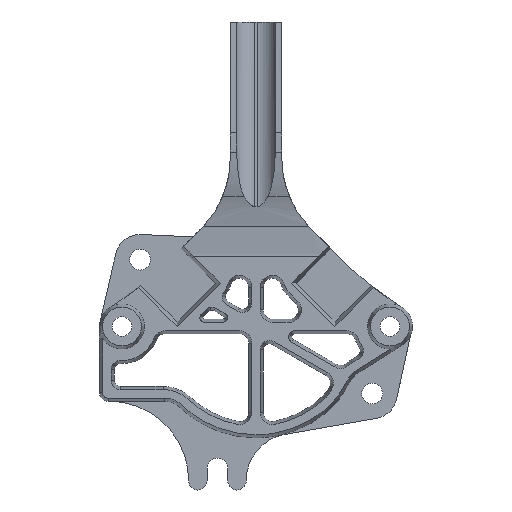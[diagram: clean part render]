
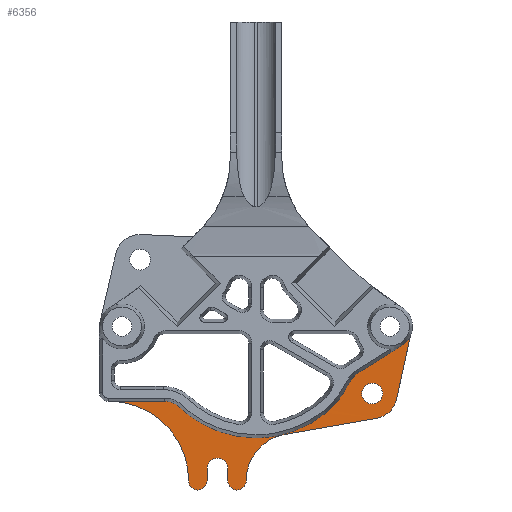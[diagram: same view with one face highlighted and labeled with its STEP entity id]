
A CAD part, front view. The second image highlights one B-rep face of the part: STEP entity #6356.
In plain terms, the highlighted planar face has unit normal (0, -1, 0).
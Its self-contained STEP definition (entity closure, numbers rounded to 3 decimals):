
#214=CARTESIAN_POINT('',(271.745,67.04,48.362));
#215=VERTEX_POINT('',#214);
#222=CARTESIAN_POINT('',(265.37,67.04,40.768));
#223=VERTEX_POINT('',#222);
#224=CARTESIAN_POINT('',(273.081,67.04,40.768));
#225=DIRECTION('',(0.,-1.,0.));
#226=DIRECTION('',(1.,0.,0.));
#227=AXIS2_PLACEMENT_3D('',#224,#225,#226);
#228=CIRCLE('',#227,7.711);
#229=EDGE_CURVE('',#215,#223,#228,.T.);
#245=CARTESIAN_POINT('',(263.87,67.04,39.268));
#246=VERTEX_POINT('',#245);
#263=CARTESIAN_POINT('',(263.87,67.04,40.768));
#264=DIRECTION('',(0.,-1.,0.));
#265=DIRECTION('',(1.,0.,0.));
#266=AXIS2_PLACEMENT_3D('',#263,#264,#265);
#267=CIRCLE('',#266,1.5);
#268=EDGE_CURVE('',#246,#223,#267,.T.);
#280=CARTESIAN_POINT('',(262.37,67.04,42.768));
#281=VERTEX_POINT('',#280);
#296=CARTESIAN_POINT('',(262.37,67.04,40.768));
#297=VERTEX_POINT('',#296);
#304=CARTESIAN_POINT('',(262.37,67.04,42.768));
#305=DIRECTION('',(-0.,-0.,-1.));
#306=VECTOR('',#305,2.);
#307=LINE('',#304,#306);
#308=EDGE_CURVE('',#281,#297,#307,.T.);
#328=CARTESIAN_POINT('',(258.97,67.04,42.768));
#329=VERTEX_POINT('',#328);
#330=CARTESIAN_POINT('',(260.67,67.04,42.768));
#331=DIRECTION('',(0.,-1.,0.));
#332=DIRECTION('',(1.,0.,0.));
#333=AXIS2_PLACEMENT_3D('',#330,#331,#332);
#334=CIRCLE('',#333,1.7);
#335=EDGE_CURVE('',#281,#329,#334,.T.);
#360=CARTESIAN_POINT('',(258.97,67.04,40.768));
#361=VERTEX_POINT('',#360);
#362=CARTESIAN_POINT('',(258.97,67.04,42.768));
#363=DIRECTION('',(0.,0.,-1.));
#364=VECTOR('',#363,2.);
#365=LINE('',#362,#364);
#366=EDGE_CURVE('',#329,#361,#365,.T.);
#382=CARTESIAN_POINT('',(257.47,67.04,39.268));
#383=VERTEX_POINT('',#382);
#400=CARTESIAN_POINT('',(257.47,67.04,40.768));
#401=DIRECTION('',(0.,-1.,0.));
#402=DIRECTION('',(1.,0.,0.));
#403=AXIS2_PLACEMENT_3D('',#400,#401,#402);
#404=CIRCLE('',#403,1.5);
#405=EDGE_CURVE('',#383,#361,#404,.T.);
#426=CARTESIAN_POINT('',(255.97,67.04,40.768));
#427=VERTEX_POINT('',#426);
#434=CARTESIAN_POINT('',(243.07,67.04,53.793));
#435=VERTEX_POINT('',#434);
#436=CARTESIAN_POINT('',(242.944,67.04,40.767));
#437=DIRECTION('',(0.,-1.,0.));
#438=DIRECTION('',(1.,0.,0.));
#439=AXIS2_PLACEMENT_3D('',#436,#437,#438);
#440=CIRCLE('',#439,13.026);
#441=EDGE_CURVE('',#427,#435,#440,.T.);
#2559=CARTESIAN_POINT('',(267.202,67.037,47.803));
#2560=VERTEX_POINT('',#2559);
#2567=CARTESIAN_POINT('',(266.758,67.037,47.803));
#2568=VERTEX_POINT('',#2567);
#2589=CARTESIAN_POINT('',(254.457,67.035,52.823));
#2590=VERTEX_POINT('',#2589);
#2598=CARTESIAN_POINT('',(266.758,67.04,47.803));
#2599=CARTESIAN_POINT('',(259.619,67.04,47.891));
#2600=CARTESIAN_POINT('',(254.457,67.04,52.823));
#2601=(BOUNDED_CURVE()
B_SPLINE_CURVE(2,(#2598,#2599,#2600),.UNSPECIFIED.,.F.,.F.)
B_SPLINE_CURVE_WITH_KNOTS((3,3),(270.703,313.694),.UNSPECIFIED.)
CURVE()
GEOMETRIC_REPRESENTATION_ITEM()
RATIONAL_B_SPLINE_CURVE((1.,0.93,1.))
REPRESENTATION_ITEM(''));
#2602=EDGE_CURVE('',#2568,#2590,#2601,.T.);
#2670=CARTESIAN_POINT('',(278.445,67.035,51.888));
#2671=VERTEX_POINT('',#2670);
#2672=CARTESIAN_POINT('',(278.445,67.04,51.887));
#2673=CARTESIAN_POINT('',(273.537,67.04,47.88));
#2674=CARTESIAN_POINT('',(267.202,67.04,47.804));
#2675=(BOUNDED_CURVE()
B_SPLINE_CURVE(2,(#2672,#2673,#2674),.UNSPECIFIED.,.F.,.F.)
B_SPLINE_CURVE_WITH_KNOTS((3,3),(230.775,269.3),.UNSPECIFIED.)
CURVE()
GEOMETRIC_REPRESENTATION_ITEM()
RATIONAL_B_SPLINE_CURVE((1.,0.944,1.))
REPRESENTATION_ITEM(''));
#2676=EDGE_CURVE('',#2671,#2560,#2675,.T.);
#2857=CARTESIAN_POINT('',(253.342,67.04,53.542));
#2858=VERTEX_POINT('',#2857);
#2866=CARTESIAN_POINT('',(252.039,67.04,53.793));
#2867=VERTEX_POINT('',#2866);
#2874=CARTESIAN_POINT('',(252.039,67.04,50.293));
#2875=DIRECTION('',(0.,-1.,-0.));
#2876=DIRECTION('',(1.,0.,0.));
#2877=AXIS2_PLACEMENT_3D('',#2874,#2875,#2876);
#2878=CIRCLE('',#2877,3.5);
#2879=EDGE_CURVE('',#2858,#2867,#2878,.T.);
#2904=CARTESIAN_POINT('',(243.07,67.04,53.793));
#2905=DIRECTION('',(1.,0.,-0.));
#2906=VECTOR('',#2905,8.969);
#2907=LINE('',#2904,#2906);
#2908=EDGE_CURVE('',#435,#2867,#2907,.T.);
#3075=CARTESIAN_POINT('',(267.202,67.04,47.803));
#3076=DIRECTION('',(-1.,-0.,0.));
#3077=VECTOR('',#3076,0.444);
#3078=LINE('',#3075,#3077);
#3079=EDGE_CURVE('',#2560,#2568,#3078,.T.);
#6005=CARTESIAN_POINT('',(279.981,67.04,53.379));
#6006=VERTEX_POINT('',#6005);
#6013=CARTESIAN_POINT('',(281.241,67.04,55.111));
#6014=VERTEX_POINT('',#6013);
#6015=CARTESIAN_POINT('',(270.539,67.04,61.571));
#6016=DIRECTION('',(-0.,1.,-0.));
#6017=DIRECTION('',(1.,0.,0.));
#6018=AXIS2_PLACEMENT_3D('',#6015,#6016,#6017);
#6019=CIRCLE('',#6018,12.5);
#6020=EDGE_CURVE('',#6014,#6006,#6019,.T.);
#6190=CARTESIAN_POINT('',(292.236,67.04,64.473));
#6191=VERTEX_POINT('',#6190);
#6223=CARTESIAN_POINT('',(289.986,67.04,54.156));
#6224=VERTEX_POINT('',#6223);
#6225=CARTESIAN_POINT('',(289.986,67.04,54.156));
#6226=DIRECTION('',(0.213,0.,0.977));
#6227=VECTOR('',#6226,10.56);
#6228=LINE('',#6225,#6227);
#6229=EDGE_CURVE('',#6224,#6191,#6228,.T.);
#6240=CARTESIAN_POINT('',(266.98,67.04,76.795));
#6241=DIRECTION('',(-0.,1.,0.));
#6242=DIRECTION('',(-1.,-0.,0.));
#6243=AXIS2_PLACEMENT_3D('',#6240,#6241,#6242);
#6244=PLANE('',#6243);
#6245=CARTESIAN_POINT('',(284.281,67.04,55.029));
#6246=VERTEX_POINT('',#6245);
#6247=CARTESIAN_POINT('',(287.681,67.04,55.029));
#6248=VERTEX_POINT('',#6247);
#6249=CARTESIAN_POINT('',(285.981,67.04,55.029));
#6250=DIRECTION('',(0.,-1.,0.));
#6251=DIRECTION('',(1.,0.,0.));
#6252=AXIS2_PLACEMENT_3D('',#6249,#6250,#6251);
#6253=CIRCLE('',#6252,1.7);
#6254=EDGE_CURVE('',#6246,#6248,#6253,.T.);
#6255=ORIENTED_EDGE('',*,*,#6254,.F.);
#6256=CARTESIAN_POINT('',(285.981,67.04,55.029));
#6257=DIRECTION('',(0.,-1.,0.));
#6258=DIRECTION('',(1.,0.,0.));
#6259=AXIS2_PLACEMENT_3D('',#6256,#6257,#6258);
#6260=CIRCLE('',#6259,1.7);
#6261=EDGE_CURVE('',#6248,#6246,#6260,.T.);
#6262=ORIENTED_EDGE('',*,*,#6261,.F.);
#6263=EDGE_LOOP('',(#6255,#6262));
#6264=FACE_BOUND('',#6263,.T.);
#6265=ORIENTED_EDGE('',*,*,#2676,.T.);
#6266=ORIENTED_EDGE('',*,*,#3079,.T.);
#6267=ORIENTED_EDGE('',*,*,#2602,.T.);
#6268=CARTESIAN_POINT('',(252.039,67.04,50.293));
#6269=DIRECTION('',(0.,-1.,-0.));
#6270=DIRECTION('',(1.,0.,0.));
#6271=AXIS2_PLACEMENT_3D('',#6268,#6269,#6270);
#6272=CIRCLE('',#6271,3.5);
#6273=EDGE_CURVE('',#2590,#2858,#6272,.T.);
#6274=ORIENTED_EDGE('',*,*,#6273,.T.);
#6275=ORIENTED_EDGE('',*,*,#2879,.T.);
#6276=ORIENTED_EDGE('',*,*,#2908,.F.);
#6277=ORIENTED_EDGE('',*,*,#441,.F.);
#6278=CARTESIAN_POINT('',(257.47,67.04,40.768));
#6279=DIRECTION('',(0.,-1.,0.));
#6280=DIRECTION('',(1.,0.,0.));
#6281=AXIS2_PLACEMENT_3D('',#6278,#6279,#6280);
#6282=CIRCLE('',#6281,1.5);
#6283=EDGE_CURVE('',#427,#383,#6282,.T.);
#6284=ORIENTED_EDGE('',*,*,#6283,.T.);
#6285=ORIENTED_EDGE('',*,*,#405,.T.);
#6286=ORIENTED_EDGE('',*,*,#366,.F.);
#6287=ORIENTED_EDGE('',*,*,#335,.F.);
#6288=ORIENTED_EDGE('',*,*,#308,.T.);
#6289=CARTESIAN_POINT('',(263.87,67.04,40.768));
#6290=DIRECTION('',(0.,-1.,0.));
#6291=DIRECTION('',(1.,0.,0.));
#6292=AXIS2_PLACEMENT_3D('',#6289,#6290,#6291);
#6293=CIRCLE('',#6292,1.5);
#6294=EDGE_CURVE('',#297,#246,#6293,.T.);
#6295=ORIENTED_EDGE('',*,*,#6294,.T.);
#6296=ORIENTED_EDGE('',*,*,#268,.T.);
#6297=ORIENTED_EDGE('',*,*,#229,.F.);
#6298=CARTESIAN_POINT('',(286.691,67.04,50.991));
#6299=VERTEX_POINT('',#6298);
#6300=CARTESIAN_POINT('',(271.745,67.04,48.362));
#6301=DIRECTION('',(0.985,0.,0.173));
#6302=VECTOR('',#6301,15.176);
#6303=LINE('',#6300,#6302);
#6304=EDGE_CURVE('',#215,#6299,#6303,.T.);
#6305=ORIENTED_EDGE('',*,*,#6304,.T.);
#6306=CARTESIAN_POINT('',(285.981,67.04,55.029));
#6307=DIRECTION('',(0.,-1.,-0.));
#6308=DIRECTION('',(-1.,-0.,0.));
#6309=AXIS2_PLACEMENT_3D('',#6306,#6307,#6308);
#6310=CIRCLE('',#6309,4.1);
#6311=EDGE_CURVE('',#6299,#6224,#6310,.T.);
#6312=ORIENTED_EDGE('',*,*,#6311,.T.);
#6313=ORIENTED_EDGE('',*,*,#6229,.T.);
#6314=CARTESIAN_POINT('',(290.84,67.04,62.886));
#6315=VERTEX_POINT('',#6314);
#6316=CARTESIAN_POINT('',(288.9,67.04,66.));
#6317=DIRECTION('',(0.,-1.,-0.));
#6318=DIRECTION('',(-1.,-0.,0.));
#6319=AXIS2_PLACEMENT_3D('',#6316,#6317,#6318);
#6320=CIRCLE('',#6319,3.668);
#6321=EDGE_CURVE('',#6315,#6191,#6320,.T.);
#6322=ORIENTED_EDGE('',*,*,#6321,.F.);
#6323=CARTESIAN_POINT('',(283.813,67.04,58.509));
#6324=VERTEX_POINT('',#6323);
#6325=CARTESIAN_POINT('',(283.813,67.04,58.509));
#6326=DIRECTION('',(0.849,0.,0.529));
#6327=VECTOR('',#6326,8.279);
#6328=LINE('',#6325,#6327);
#6329=EDGE_CURVE('',#6324,#6315,#6328,.T.);
#6330=ORIENTED_EDGE('',*,*,#6329,.F.);
#6331=CARTESIAN_POINT('',(282.47,67.04,57.148));
#6332=VERTEX_POINT('',#6331);
#6333=CARTESIAN_POINT('',(285.981,67.04,55.029));
#6334=DIRECTION('',(-0.,1.,0.));
#6335=DIRECTION('',(-1.,-0.,0.));
#6336=AXIS2_PLACEMENT_3D('',#6333,#6334,#6335);
#6337=CIRCLE('',#6336,4.1);
#6338=EDGE_CURVE('',#6332,#6324,#6337,.T.);
#6339=ORIENTED_EDGE('',*,*,#6338,.F.);
#6340=CARTESIAN_POINT('',(281.241,67.04,55.111));
#6341=DIRECTION('',(0.517,0.,0.856));
#6342=VECTOR('',#6341,2.38);
#6343=LINE('',#6340,#6342);
#6344=EDGE_CURVE('',#6014,#6332,#6343,.T.);
#6345=ORIENTED_EDGE('',*,*,#6344,.F.);
#6346=ORIENTED_EDGE('',*,*,#6020,.T.);
#6347=CARTESIAN_POINT('',(270.539,67.04,61.571));
#6348=DIRECTION('',(-0.,1.,-0.));
#6349=DIRECTION('',(1.,0.,0.));
#6350=AXIS2_PLACEMENT_3D('',#6347,#6348,#6349);
#6351=CIRCLE('',#6350,12.5);
#6352=EDGE_CURVE('',#6006,#2671,#6351,.T.);
#6353=ORIENTED_EDGE('',*,*,#6352,.T.);
#6354=EDGE_LOOP('',(#6265,#6266,#6267,#6274,#6275,#6276,#6277,#6284,#6285,#6286,#6287,#6288,#6295,#6296,#6297,#6305,#6312,#6313,#6322,#6330,#6339,#6345,#6346,#6353));
#6355=FACE_BOUND('',#6354,.T.);
#6356=ADVANCED_FACE('',(#6264,#6355),#6244,.F.);
